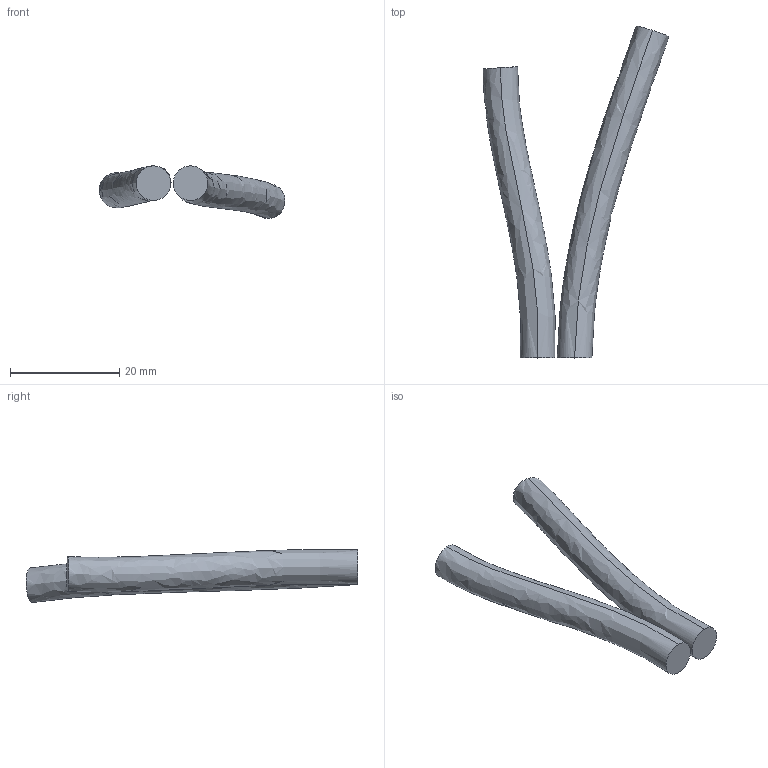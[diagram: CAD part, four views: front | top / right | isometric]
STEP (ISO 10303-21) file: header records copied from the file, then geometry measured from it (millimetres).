
FILE_DESCRIPTION (( 'STEP AP203' ), '1' );
FILE_NAME ('13-018420.step', '2022-01-07T14:40:00', ( '' ), ( '' ), 'SwSTEP 2.0', 'SolidWorks 2021', '' );
FILE_SCHEMA (( 'CONFIG_CONTROL_DESIGN' ));
Length unit declared in the file: millimetre
Products named in the file (1): 13-018420
Bounding box: 34.09 x 60.86 x 9.74 mm (x, y, z)
Volume: 3656.5 mm3; surface area: 2433.2 mm2
Topology: 2 solids, 2 shells, 8 faces, 12 edges, 8 vertices
Faces by surface type: bspline 4, plane 4
Entity records: 483 total; most frequent: CARTESIAN_POINT 277, DIRECTION 26, ORIENTED_EDGE 24, AXIS2_PLACEMENT_3D 13, EDGE_CURVE 12, ADVANCED_FACE 8, PERSON_AND_ORGANIZATION 8, CIRCLE 8
